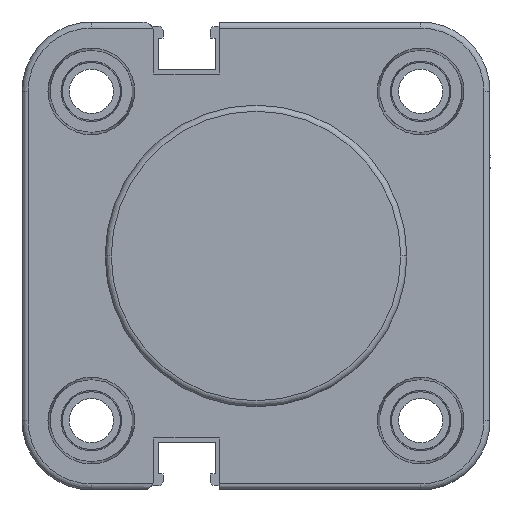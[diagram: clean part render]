
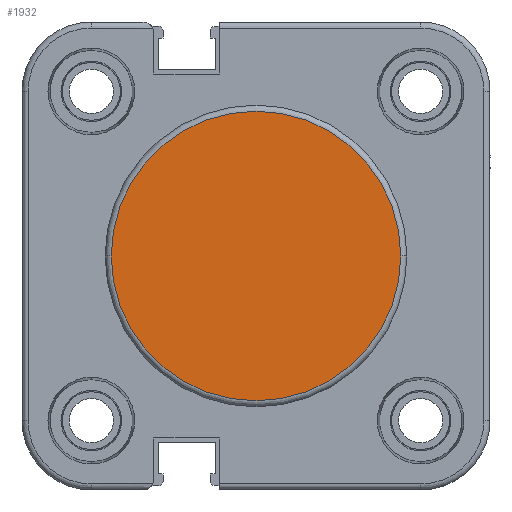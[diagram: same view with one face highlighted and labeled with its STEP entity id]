
A CAD part, front view. The second image highlights one B-rep face of the part: STEP entity #1932.
In plain terms, the highlighted face is planar.
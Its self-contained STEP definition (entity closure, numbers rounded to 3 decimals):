
#821 = CARTESIAN_POINT ( 'NONE',  ( 0., -16.7, 0. ) ) ;
#890 = PLANE ( 'NONE',  #10628 ) ;
#1932 = ADVANCED_FACE ( 'NONE', ( #2278 ), #890, .T. ) ;
#2278 = FACE_OUTER_BOUND ( 'NONE', #10938, .T. ) ;
#2673 = CIRCLE ( 'NONE', #15331, 16.7 ) ;
#2681 = CARTESIAN_POINT ( 'NONE',  ( 0., 0., 0. ) ) ;
#2851 = ORIENTED_EDGE ( 'NONE', *, *, #9748, .T. ) ;
#3091 = CARTESIAN_POINT ( 'NONE',  ( 0., 16.7, 0. ) ) ;
#4409 = CARTESIAN_POINT ( 'NONE',  ( 0., 0., 0. ) ) ;
#4778 = DIRECTION ( 'NONE',  ( 0., -1., 0. ) ) ;
#4829 = DIRECTION ( 'NONE',  ( 0., -1., 0. ) ) ;
#5538 = DIRECTION ( 'NONE',  ( 0., -1., 0. ) ) ;
#6296 = VERTEX_POINT ( 'NONE', #821 ) ;
#7768 = CIRCLE ( 'NONE', #8201, 16.7 ) ;
#8201 = AXIS2_PLACEMENT_3D ( 'NONE', #4409, #9094, #5538 ) ;
#8328 = VERTEX_POINT ( 'NONE', #3091 ) ;
#9094 = DIRECTION ( 'NONE',  ( -1., 0., 0. ) ) ;
#9567 = DIRECTION ( 'NONE',  ( -1., 0., 0. ) ) ;
#9748 = EDGE_CURVE ( 'NONE', #6296, #8328, #7768, .T. ) ;
#10614 = ORIENTED_EDGE ( 'NONE', *, *, #14023, .T. ) ;
#10628 = AXIS2_PLACEMENT_3D ( 'NONE', #12874, #9567, #4778 ) ;
#10938 = EDGE_LOOP ( 'NONE', ( #2851, #10614 ) ) ;
#11969 = DIRECTION ( 'NONE',  ( -1., 0., 0. ) ) ;
#12874 = CARTESIAN_POINT ( 'NONE',  ( 0., 0., 0. ) ) ;
#14023 = EDGE_CURVE ( 'NONE', #8328, #6296, #2673, .T. ) ;
#15331 = AXIS2_PLACEMENT_3D ( 'NONE', #2681, #11969, #4829 ) ;
